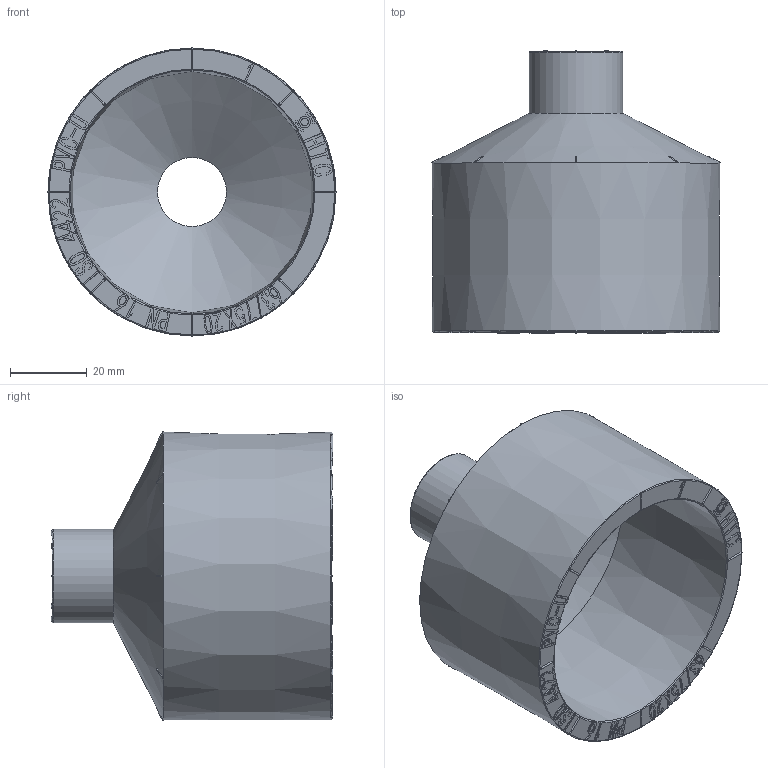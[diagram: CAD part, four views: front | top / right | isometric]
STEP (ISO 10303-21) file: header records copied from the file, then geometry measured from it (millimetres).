
FILE_DESCRIPTION(/* description */ (''),/* implementation_level */ '2;1');
FILE_NAME(/* name */ 'Z1Q063020.stp',/* time_stamp */ '2025-07-24T14:43:21+08:00',/* author */ (''),/* organization */ (''),/* preprocessor_version */ 'ST-DEVELOPER v16.7',/* originating_system */ 'SIEMENS PLM Software NX 12.0',/* authorisation */ '');
FILE_SCHEMA (('AUTOMOTIVE_DESIGN { 1 0 10303 214 3 1 1 1 }'));
Length unit declared in the file: millimetre
Products named in the file (1): Admi07D8A7E3vn33
Bounding box: 75.13 x 73.5 x 75.13 mm (x, y, z)
Volume: 84379.1 mm3; surface area: 29790.5 mm2
Topology: 1 solids, 1 shells, 1253 faces, 3588 edges, 2332 vertices
Faces by surface type: plane 1107, sphere 64, cylinder 56, extrusion 17, cone 5, torus 4
Full cylindrical faces by diameter (mm): 2 x1, 3 x1, 18 x1, 24.5 x1
Entity records: 45549 total; most frequent: CARTESIAN_POINT 17181, ORIENTED_EDGE 7076, DIRECTION 4115, EDGE_CURVE 3538, VERTEX_POINT 2328, B_SPLINE_CURVE_WITH_KNOTS 2187, AXIS2_PLACEMENT_3D 1493, EDGE_LOOP 1296
